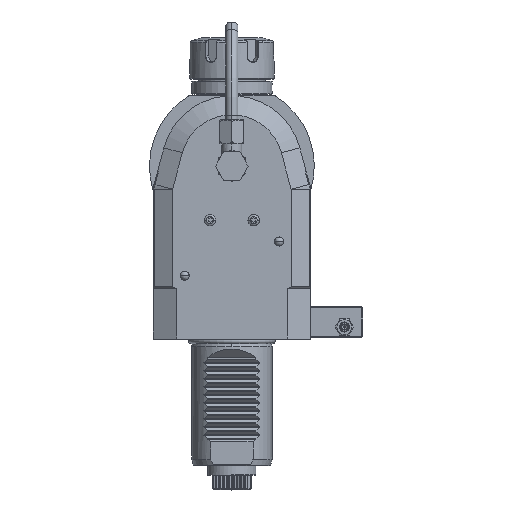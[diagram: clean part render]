
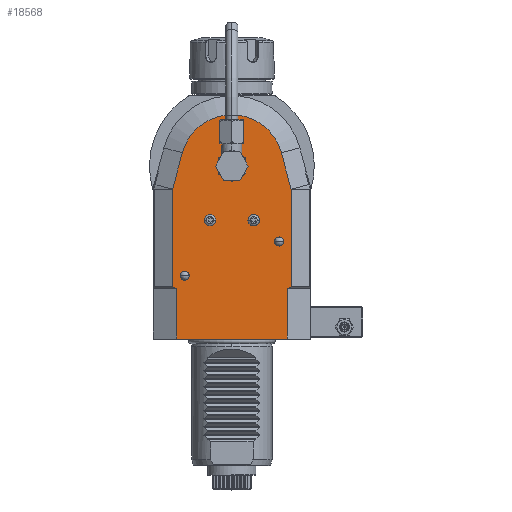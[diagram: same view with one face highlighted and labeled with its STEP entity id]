
A CAD part, top view. The second image highlights one B-rep face of the part: STEP entity #18568.
In plain terms, the highlighted planar face has unit normal (0, 0, 1).
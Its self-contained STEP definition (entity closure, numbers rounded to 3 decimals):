
#461=DIRECTION('',(-1.,0.,0.));
#462=VECTOR('',#461,55.);
#463=CARTESIAN_POINT('',(27.5,-86.,40.));
#464=LINE('',#463,#462);
#639=DIRECTION('',(0.,-1.,0.));
#640=VECTOR('',#639,25.);
#641=CARTESIAN_POINT('',(27.5,-61.,40.));
#642=LINE('',#641,#640);
#643=DIRECTION('',(0.,1.,0.));
#644=VECTOR('',#643,25.);
#645=CARTESIAN_POINT('',(-27.5,-86.,40.));
#646=LINE('',#645,#644);
#647=DIRECTION('',(0.894,-0.447,0.));
#648=VECTOR('',#647,2.236);
#649=CARTESIAN_POINT('',(-29.5,-60.,40.));
#650=LINE('',#649,#648);
#651=DIRECTION('',(0.,-1.,0.));
#652=VECTOR('',#651,48.363);
#653=CARTESIAN_POINT('',(-29.5,-11.637,40.));
#654=LINE('',#653,#652);
#655=CARTESIAN_POINT('',(-29.,-11.637,40.));
#656=DIRECTION('',(0.,0.,1.));
#657=DIRECTION('',(-0.966,0.259,0.));
#658=AXIS2_PLACEMENT_3D('',#655,#656,#657);
#660=DIRECTION('',(-0.259,-0.966,0.));
#661=VECTOR('',#660,18.746);
#662=CARTESIAN_POINT('',(-24.631,6.6,40.));
#663=LINE('',#662,#661);
#664=CARTESIAN_POINT('',(0.,0.,40.));
#665=DIRECTION('',(0.,0.,1.));
#666=DIRECTION('',(0.966,0.259,0.));
#667=AXIS2_PLACEMENT_3D('',#664,#665,#666);
#669=DIRECTION('',(-0.259,0.966,0.));
#670=VECTOR('',#669,18.746);
#671=CARTESIAN_POINT('',(29.483,-11.507,40.));
#672=LINE('',#671,#670);
#673=CARTESIAN_POINT('',(29.,-11.637,40.));
#674=DIRECTION('',(0.,0.,1.));
#675=DIRECTION('',(1.,0.,0.));
#676=AXIS2_PLACEMENT_3D('',#673,#674,#675);
#678=DIRECTION('',(0.,1.,0.));
#679=VECTOR('',#678,48.363);
#680=CARTESIAN_POINT('',(29.5,-60.,40.));
#681=LINE('',#680,#679);
#682=DIRECTION('',(0.894,0.447,0.));
#683=VECTOR('',#682,2.236);
#684=CARTESIAN_POINT('',(27.5,-61.,40.));
#685=LINE('',#684,#683);
#686=CARTESIAN_POINT('',(0.,0.,40.));
#687=DIRECTION('',(0.,0.,1.));
#688=DIRECTION('',(1.,0.,0.));
#689=AXIS2_PLACEMENT_3D('',#686,#687,#688);
#691=CARTESIAN_POINT('',(0.,0.,40.));
#692=DIRECTION('',(0.,0.,1.));
#693=DIRECTION('',(-1.,0.,0.));
#694=AXIS2_PLACEMENT_3D('',#691,#692,#693);
#696=CARTESIAN_POINT('',(10.864,-26.888,40.));
#697=DIRECTION('',(0.,0.,1.));
#698=DIRECTION('',(-1.,0.,0.));
#699=AXIS2_PLACEMENT_3D('',#696,#697,#698);
#701=CARTESIAN_POINT('',(10.864,-26.888,40.));
#702=DIRECTION('',(0.,0.,1.));
#703=DIRECTION('',(1.,0.,0.));
#704=AXIS2_PLACEMENT_3D('',#701,#702,#703);
#706=CARTESIAN_POINT('',(-10.864,-26.888,40.));
#707=DIRECTION('',(0.,0.,1.));
#708=DIRECTION('',(-1.,0.,0.));
#709=AXIS2_PLACEMENT_3D('',#706,#707,#708);
#711=CARTESIAN_POINT('',(-10.864,-26.888,40.));
#712=DIRECTION('',(0.,0.,1.));
#713=DIRECTION('',(1.,0.,0.));
#714=AXIS2_PLACEMENT_3D('',#711,#712,#713);
#716=CARTESIAN_POINT('',(-23.5,-54.5,40.));
#717=DIRECTION('',(0.,0.,-1.));
#718=DIRECTION('',(-1.,0.,0.));
#719=AXIS2_PLACEMENT_3D('',#716,#717,#718);
#721=CARTESIAN_POINT('',(-23.5,-54.5,40.));
#722=DIRECTION('',(0.,0.,-1.));
#723=DIRECTION('',(1.,0.,0.));
#724=AXIS2_PLACEMENT_3D('',#721,#722,#723);
#726=CARTESIAN_POINT('',(23.5,-37.5,40.));
#727=DIRECTION('',(0.,0.,-1.));
#728=DIRECTION('',(-1.,0.,0.));
#729=AXIS2_PLACEMENT_3D('',#726,#727,#728);
#731=CARTESIAN_POINT('',(23.5,-37.5,40.));
#732=DIRECTION('',(0.,0.,-1.));
#733=DIRECTION('',(1.,0.,0.));
#734=AXIS2_PLACEMENT_3D('',#731,#732,#733);
#16354=CARTESIAN_POINT('',(24.631,6.6,40.));
#16355=CARTESIAN_POINT('',(-24.631,6.6,40.));
#16356=VERTEX_POINT('',#16354);
#16357=VERTEX_POINT('',#16355);
#16362=CARTESIAN_POINT('',(-29.483,-11.507,40.));
#16363=VERTEX_POINT('',#16362);
#16364=CARTESIAN_POINT('',(29.483,-11.507,40.));
#16365=VERTEX_POINT('',#16364);
#16366=CARTESIAN_POINT('',(-29.5,-11.637,40.));
#16367=VERTEX_POINT('',#16366);
#16368=CARTESIAN_POINT('',(29.5,-11.637,40.));
#16369=VERTEX_POINT('',#16368);
#16387=CARTESIAN_POINT('',(29.5,-60.,40.));
#16389=VERTEX_POINT('',#16387);
#16396=CARTESIAN_POINT('',(-29.5,-60.,40.));
#16397=VERTEX_POINT('',#16396);
#16676=CARTESIAN_POINT('',(-13.714,-26.888,40.));
#16677=CARTESIAN_POINT('',(-8.014,-26.888,40.));
#16678=VERTEX_POINT('',#16676);
#16679=VERTEX_POINT('',#16677);
#16712=CARTESIAN_POINT('',(8.014,-26.888,40.));
#16713=CARTESIAN_POINT('',(13.714,-26.888,40.));
#16714=VERTEX_POINT('',#16712);
#16715=VERTEX_POINT('',#16713);
#16851=CARTESIAN_POINT('',(27.5,-61.,40.));
#16852=VERTEX_POINT('',#16851);
#16853=CARTESIAN_POINT('',(-27.5,-61.,40.));
#16854=VERTEX_POINT('',#16853);
#17478=CARTESIAN_POINT('',(6.5,0.,40.));
#17479=CARTESIAN_POINT('',(-6.5,0.,40.));
#17480=VERTEX_POINT('',#17478);
#17481=VERTEX_POINT('',#17479);
#17642=CARTESIAN_POINT('',(-27.5,-86.,40.));
#17644=VERTEX_POINT('',#17642);
#17647=CARTESIAN_POINT('',(27.5,-86.,40.));
#17649=VERTEX_POINT('',#17647);
#18107=CARTESIAN_POINT('',(-25.75,-54.5,40.));
#18108=CARTESIAN_POINT('',(-21.25,-54.5,40.));
#18109=VERTEX_POINT('',#18107);
#18110=VERTEX_POINT('',#18108);
#18113=CARTESIAN_POINT('',(21.25,-37.5,40.));
#18114=CARTESIAN_POINT('',(25.75,-37.5,40.));
#18115=VERTEX_POINT('',#18113);
#18116=VERTEX_POINT('',#18114);
#18509=CARTESIAN_POINT('',(0.,0.,40.));
#18510=DIRECTION('',(0.,0.,1.));
#18511=DIRECTION('',(1.,0.,0.));
#18512=AXIS2_PLACEMENT_3D('',#18509,#18510,#18511);
#18513=PLANE('',#18512);
#18515=ORIENTED_EDGE('',*,*,#18514,.T.);
#18516=ORIENTED_EDGE('',*,*,#18471,.T.);
#18517=ORIENTED_EDGE('',*,*,#18500,.T.);
#18519=ORIENTED_EDGE('',*,*,#18518,.F.);
#18521=ORIENTED_EDGE('',*,*,#18520,.F.);
#18523=ORIENTED_EDGE('',*,*,#18522,.F.);
#18525=ORIENTED_EDGE('',*,*,#18524,.F.);
#18527=ORIENTED_EDGE('',*,*,#18526,.F.);
#18529=ORIENTED_EDGE('',*,*,#18528,.F.);
#18531=ORIENTED_EDGE('',*,*,#18530,.F.);
#18533=ORIENTED_EDGE('',*,*,#18532,.F.);
#18535=ORIENTED_EDGE('',*,*,#18534,.F.);
#18536=EDGE_LOOP('',(#18515,#18516,#18517,#18519,#18521,#18523,#18525,#18527,
#18529,#18531,#18533,#18535));
#18537=FACE_OUTER_BOUND('',#18536,.F.);
#18539=ORIENTED_EDGE('',*,*,#18538,.T.);
#18541=ORIENTED_EDGE('',*,*,#18540,.T.);
#18542=EDGE_LOOP('',(#18539,#18541));
#18543=FACE_BOUND('',#18542,.F.);
#18545=ORIENTED_EDGE('',*,*,#18544,.T.);
#18547=ORIENTED_EDGE('',*,*,#18546,.T.);
#18548=EDGE_LOOP('',(#18545,#18547));
#18549=FACE_BOUND('',#18548,.F.);
#18551=ORIENTED_EDGE('',*,*,#18550,.T.);
#18553=ORIENTED_EDGE('',*,*,#18552,.T.);
#18554=EDGE_LOOP('',(#18551,#18553));
#18555=FACE_BOUND('',#18554,.F.);
#18557=ORIENTED_EDGE('',*,*,#18556,.F.);
#18559=ORIENTED_EDGE('',*,*,#18558,.F.);
#18560=EDGE_LOOP('',(#18557,#18559));
#18561=FACE_BOUND('',#18560,.F.);
#18563=ORIENTED_EDGE('',*,*,#18562,.F.);
#18565=ORIENTED_EDGE('',*,*,#18564,.F.);
#18566=EDGE_LOOP('',(#18563,#18565));
#18567=FACE_BOUND('',#18566,.F.);
#659=CIRCLE('',#658,0.5);
#668=CIRCLE('',#667,25.5);
#677=CIRCLE('',#676,0.5);
#690=CIRCLE('',#689,6.5);
#695=CIRCLE('',#694,6.5);
#700=CIRCLE('',#699,2.85);
#705=CIRCLE('',#704,2.85);
#710=CIRCLE('',#709,2.85);
#715=CIRCLE('',#714,2.85);
#720=CIRCLE('',#719,2.25);
#725=CIRCLE('',#724,2.25);
#730=CIRCLE('',#729,2.25);
#735=CIRCLE('',#734,2.25);
#18471=EDGE_CURVE('',#17649,#17644,#464,.T.);
#18500=EDGE_CURVE('',#17644,#16854,#646,.T.);
#18514=EDGE_CURVE('',#16852,#17649,#642,.T.);
#18518=EDGE_CURVE('',#16397,#16854,#650,.T.);
#18520=EDGE_CURVE('',#16367,#16397,#654,.T.);
#18522=EDGE_CURVE('',#16363,#16367,#659,.T.);
#18524=EDGE_CURVE('',#16357,#16363,#663,.T.);
#18526=EDGE_CURVE('',#16356,#16357,#668,.T.);
#18528=EDGE_CURVE('',#16365,#16356,#672,.T.);
#18530=EDGE_CURVE('',#16369,#16365,#677,.T.);
#18532=EDGE_CURVE('',#16389,#16369,#681,.T.);
#18534=EDGE_CURVE('',#16852,#16389,#685,.T.);
#18538=EDGE_CURVE('',#17480,#17481,#690,.T.);
#18540=EDGE_CURVE('',#17481,#17480,#695,.T.);
#18544=EDGE_CURVE('',#16714,#16715,#700,.T.);
#18546=EDGE_CURVE('',#16715,#16714,#705,.T.);
#18550=EDGE_CURVE('',#16678,#16679,#710,.T.);
#18552=EDGE_CURVE('',#16679,#16678,#715,.T.);
#18556=EDGE_CURVE('',#18109,#18110,#720,.T.);
#18558=EDGE_CURVE('',#18110,#18109,#725,.T.);
#18562=EDGE_CURVE('',#18115,#18116,#730,.T.);
#18564=EDGE_CURVE('',#18116,#18115,#735,.T.);
#18568=ADVANCED_FACE('',(#18537,#18543,#18549,#18555,#18561,#18567),#18513,.T.);
